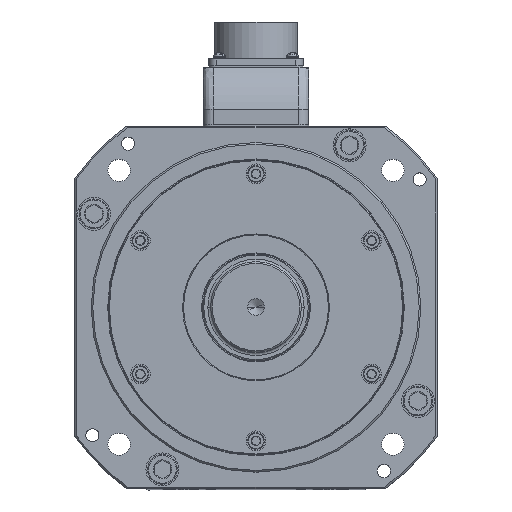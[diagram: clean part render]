
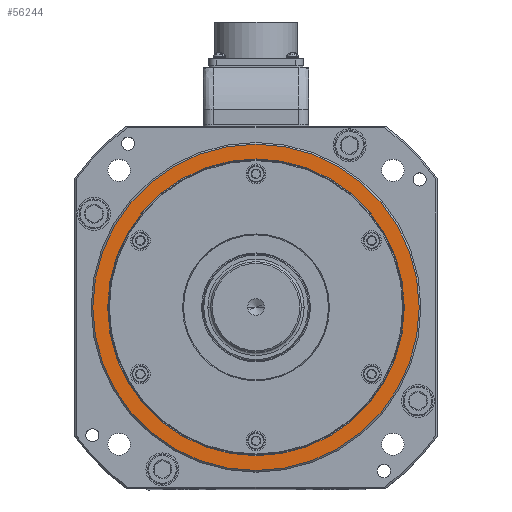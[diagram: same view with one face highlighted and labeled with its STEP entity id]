
A CAD part, top view. The second image highlights one B-rep face of the part: STEP entity #56244.
In plain terms, the highlighted planar face has unit normal (0, 0, 1).
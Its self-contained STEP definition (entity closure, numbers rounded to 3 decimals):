
#4395 = DIRECTION ( 'NONE',  ( 1., 0., 0. ) ) ;
#4428 = DIRECTION ( 'NONE',  ( 0., 0., 1. ) ) ;
#4456 = CARTESIAN_POINT ( 'NONE',  ( 0., 0., 39. ) ) ;
#11963 = FACE_BOUND ( 'NONE', #35161, .T. ) ;
#11980 = FACE_OUTER_BOUND ( 'NONE', #35163, .T. ) ;
#23700 = VERTEX_POINT ( 'NONE', #59138 ) ;
#23731 = VERTEX_POINT ( 'NONE', #59188 ) ;
#23756 = VERTEX_POINT ( 'NONE', #59247 ) ;
#25430 = VERTEX_POINT ( 'NONE', #60007 ) ;
#25611 = CIRCLE ( 'NONE', #25612, 90. ) ;
#25612 = AXIS2_PLACEMENT_3D ( 'NONE', #29202, #29210, #29217 ) ;
#25665 = AXIS2_PLACEMENT_3D ( 'NONE', #29460, #29477, #29417 ) ;
#25675 = CIRCLE ( 'NONE', #25665, 99. ) ;
#25920 = AXIS2_PLACEMENT_3D ( 'NONE', #28432, #28502, #28507 ) ;
#25944 = CIRCLE ( 'NONE', #25920, 99. ) ;
#26075 = AXIS2_PLACEMENT_3D ( 'NONE', #4456, #4428, #4395 ) ;
#26078 = CIRCLE ( 'NONE', #26075, 90. ) ;
#27259 = AXIS2_PLACEMENT_3D ( 'NONE', #64408, #64426, #64419 ) ;
#28432 = CARTESIAN_POINT ( 'NONE',  ( 0., 0., 39. ) ) ;
#28502 = DIRECTION ( 'NONE',  ( 0., 0., 1. ) ) ;
#28507 = DIRECTION ( 'NONE',  ( 1., 0., 0. ) ) ;
#29202 = CARTESIAN_POINT ( 'NONE',  ( 0., 0., 39. ) ) ;
#29210 = DIRECTION ( 'NONE',  ( 0., 0., 1. ) ) ;
#29217 = DIRECTION ( 'NONE',  ( 1., 0., 0. ) ) ;
#29417 = DIRECTION ( 'NONE',  ( 1., 0., 0. ) ) ;
#29460 = CARTESIAN_POINT ( 'NONE',  ( 0., 0., 39. ) ) ;
#29477 = DIRECTION ( 'NONE',  ( 0., 0., 1. ) ) ;
#33938 = ORIENTED_EDGE ( 'NONE', *, *, #98799, .F. ) ;
#33949 = ORIENTED_EDGE ( 'NONE', *, *, #98309, .F. ) ;
#33967 = ORIENTED_EDGE ( 'NONE', *, *, #98676, .T. ) ;
#33995 = ORIENTED_EDGE ( 'NONE', *, *, #98340, .T. ) ;
#35161 = EDGE_LOOP ( 'NONE', ( #33938, #33949 ) ) ;
#35163 = EDGE_LOOP ( 'NONE', ( #33967, #33995 ) ) ;
#56244 = ADVANCED_FACE ( 'NONE', ( #11980, #11963 ), #64429, .T. ) ;
#59138 = CARTESIAN_POINT ( 'NONE',  ( -99., 0., 39. ) ) ;
#59188 = CARTESIAN_POINT ( 'NONE',  ( 90., 0., 39. ) ) ;
#59247 = CARTESIAN_POINT ( 'NONE',  ( -90., 0., 39. ) ) ;
#60007 = CARTESIAN_POINT ( 'NONE',  ( 99., 0., 39. ) ) ;
#64408 = CARTESIAN_POINT ( 'NONE',  ( 0., 0., 39. ) ) ;
#64419 = DIRECTION ( 'NONE',  ( 1., 0., 0. ) ) ;
#64426 = DIRECTION ( 'NONE',  ( 0., 0., 1. ) ) ;
#64429 = PLANE ( 'NONE',  #27259 ) ;
#98309 = EDGE_CURVE ( 'NONE', #23756, #23731, #25611, .T. ) ;
#98340 = EDGE_CURVE ( 'NONE', #25430, #23700, #25675, .T. ) ;
#98676 = EDGE_CURVE ( 'NONE', #23700, #25430, #25944, .T. ) ;
#98799 = EDGE_CURVE ( 'NONE', #23731, #23756, #26078, .T. ) ;
